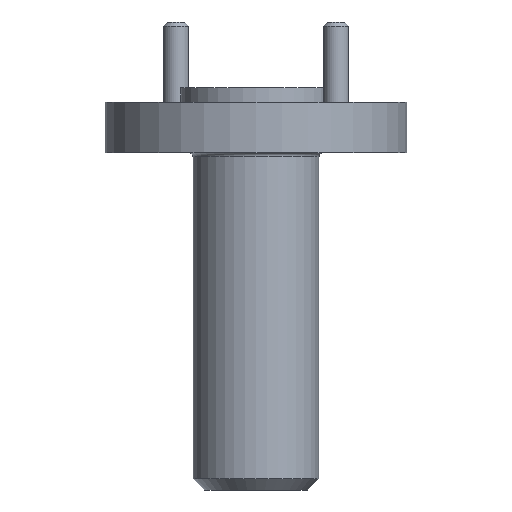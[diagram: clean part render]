
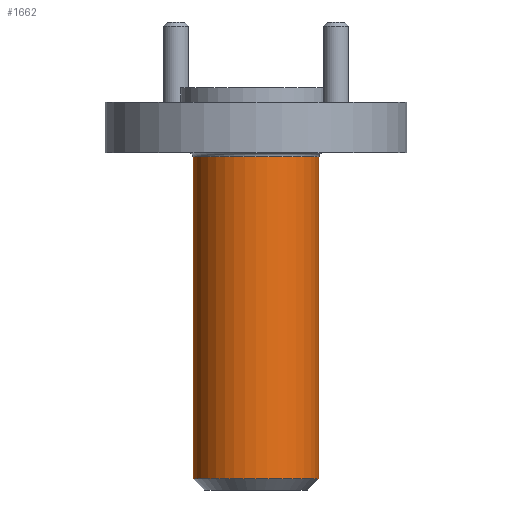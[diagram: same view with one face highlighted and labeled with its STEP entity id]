
A CAD part, front view. The second image highlights one B-rep face of the part: STEP entity #1662.
In plain terms, the highlighted cylindrical face has radius 3.974 mm (diameter 7.947 mm), a partial arc.
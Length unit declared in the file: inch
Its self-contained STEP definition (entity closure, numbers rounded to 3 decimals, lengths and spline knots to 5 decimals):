
#83 = VERTEX_POINT ( 'NONE', #1112 ) ;
#86 = CARTESIAN_POINT ( 'NONE',  ( 0.15644, 0., 0.31748 ) ) ;
#167 = LINE ( 'NONE', #1975, #1750 ) ;
#349 = ORIENTED_EDGE ( 'NONE', *, *, #2307, .T. ) ;
#411 = FACE_OUTER_BOUND ( 'NONE', #2280, .T. ) ;
#448 = CARTESIAN_POINT ( 'NONE',  ( 0., 0., -0.935 ) ) ;
#477 = VERTEX_POINT ( 'NONE', #1481 ) ;
#532 = AXIS2_PLACEMENT_3D ( 'NONE', #448, #635, #1364 ) ;
#612 = DIRECTION ( 'NONE',  ( 0., 0., -1. ) ) ;
#635 = DIRECTION ( 'NONE',  ( 0., 0., -1. ) ) ;
#657 = VECTOR ( 'NONE', #864, 39.37008 ) ;
#747 = CARTESIAN_POINT ( 'NONE',  ( 0.15644, 0., -0.935 ) ) ;
#812 = CARTESIAN_POINT ( 'NONE',  ( -0.15644, 0., -0.935 ) ) ;
#864 = DIRECTION ( 'NONE',  ( 0., 0., -1. ) ) ;
#893 = DIRECTION ( 'NONE',  ( 0., 0., -1. ) ) ;
#896 = VERTEX_POINT ( 'NONE', #747 ) ;
#989 = EDGE_CURVE ( 'NONE', #896, #2031, #1547, .T. ) ;
#1004 = EDGE_CURVE ( 'NONE', #477, #83, #1807, .T. ) ;
#1062 = EDGE_CURVE ( 'NONE', #477, #896, #2257, .T. ) ;
#1112 = CARTESIAN_POINT ( 'NONE',  ( -0.15644, 0., -0.135 ) ) ;
#1364 = DIRECTION ( 'NONE',  ( -1., 0., 0. ) ) ;
#1390 = ORIENTED_EDGE ( 'NONE', *, *, #989, .F. ) ;
#1481 = CARTESIAN_POINT ( 'NONE',  ( 0.15644, 0., -0.135 ) ) ;
#1547 = CIRCLE ( 'NONE', #532, 0.15644 ) ;
#1561 = CARTESIAN_POINT ( 'NONE',  ( 0., 0., -0.135 ) ) ;
#1563 = AXIS2_PLACEMENT_3D ( 'NONE', #1561, #2088, #1743 ) ;
#1662 = ADVANCED_FACE ( 'NONE', ( #411 ), #2018, .T. ) ;
#1692 = CARTESIAN_POINT ( 'NONE',  ( 0., 0., 0.31748 ) ) ;
#1714 = AXIS2_PLACEMENT_3D ( 'NONE', #1692, #612, #1854 ) ;
#1743 = DIRECTION ( 'NONE',  ( 1., 0., 0. ) ) ;
#1750 = VECTOR ( 'NONE', #893, 39.37008 ) ;
#1759 = ORIENTED_EDGE ( 'NONE', *, *, #1062, .F. ) ;
#1807 = CIRCLE ( 'NONE', #1563, 0.15644 ) ;
#1854 = DIRECTION ( 'NONE',  ( -1., 0., 0. ) ) ;
#1975 = CARTESIAN_POINT ( 'NONE',  ( -0.15644, 0., 0.31748 ) ) ;
#2018 = CYLINDRICAL_SURFACE ( 'NONE', #1714, 0.15644 ) ;
#2031 = VERTEX_POINT ( 'NONE', #812 ) ;
#2088 = DIRECTION ( 'NONE',  ( 0., 0., -1. ) ) ;
#2257 = LINE ( 'NONE', #86, #657 ) ;
#2280 = EDGE_LOOP ( 'NONE', ( #1759, #2281, #349, #1390 ) ) ;
#2281 = ORIENTED_EDGE ( 'NONE', *, *, #1004, .T. ) ;
#2307 = EDGE_CURVE ( 'NONE', #83, #2031, #167, .T. ) ;
